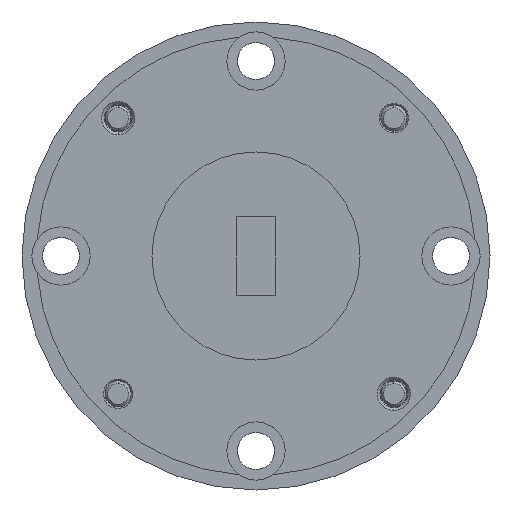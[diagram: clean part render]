
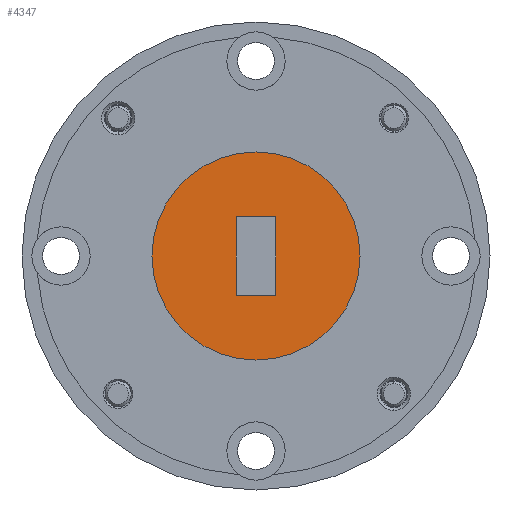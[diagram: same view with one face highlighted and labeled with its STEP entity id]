
A CAD part, left-side view. The second image highlights one B-rep face of the part: STEP entity #4347.
In plain terms, the highlighted planar face has unit normal (-1, 0, 0).
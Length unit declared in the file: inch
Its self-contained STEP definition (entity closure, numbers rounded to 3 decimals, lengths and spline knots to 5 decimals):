
#186 = ORIENTED_EDGE ( 'NONE', *, *, #1066, .T. ) ;
#309 = DIRECTION ( 'NONE',  ( 0., -1., 0. ) ) ;
#366 = AXIS2_PLACEMENT_3D ( 'NONE', #2998, #1594, #3351 ) ;
#627 = VERTEX_POINT ( 'NONE', #1782 ) ;
#643 = EDGE_CURVE ( 'NONE', #4370, #1158, #2758, .T. ) ;
#664 = CARTESIAN_POINT ( 'NONE',  ( 0., -0.047, 0.094 ) ) ;
#756 = DIRECTION ( 'NONE',  ( -1., 0., 0. ) ) ;
#835 = CIRCLE ( 'NONE', #2672, 0.25 ) ;
#856 = VERTEX_POINT ( 'NONE', #4417 ) ;
#992 = ORIENTED_EDGE ( 'NONE', *, *, #3625, .T. ) ;
#1037 = EDGE_LOOP ( 'NONE', ( #3634, #3111, #3126, #992 ) ) ;
#1066 = EDGE_CURVE ( 'NONE', #856, #4094, #3762, .T. ) ;
#1101 = VECTOR ( 'NONE', #3142, 39.37008 ) ;
#1121 = VECTOR ( 'NONE', #3847, 39.37008 ) ;
#1158 = VERTEX_POINT ( 'NONE', #3282 ) ;
#1187 = CARTESIAN_POINT ( 'NONE',  ( 0., 0.047, -0.094 ) ) ;
#1247 = FACE_BOUND ( 'NONE', #1037, .T. ) ;
#1279 = VECTOR ( 'NONE', #309, 39.37008 ) ;
#1525 = LINE ( 'NONE', #1187, #1705 ) ;
#1594 = DIRECTION ( 'NONE',  ( -1., 0., 0. ) ) ;
#1700 = CARTESIAN_POINT ( 'NONE',  ( 0., 0.047, -0.094 ) ) ;
#1705 = VECTOR ( 'NONE', #4009, 39.37008 ) ;
#1782 = CARTESIAN_POINT ( 'NONE',  ( 0., 0.047, 0.094 ) ) ;
#1938 = DIRECTION ( 'NONE',  ( -1., 0., 0. ) ) ;
#2058 = CARTESIAN_POINT ( 'NONE',  ( 0., -0.047, -0.094 ) ) ;
#2263 = EDGE_CURVE ( 'NONE', #1158, #3319, #4265, .T. ) ;
#2314 = AXIS2_PLACEMENT_3D ( 'NONE', #3700, #1938, #3356 ) ;
#2335 = LINE ( 'NONE', #3778, #1279 ) ;
#2672 = AXIS2_PLACEMENT_3D ( 'NONE', #3559, #756, #3147 ) ;
#2758 = LINE ( 'NONE', #2058, #1101 ) ;
#2885 = EDGE_LOOP ( 'NONE', ( #3087, #186 ) ) ;
#2889 = EDGE_CURVE ( 'NONE', #4094, #856, #835, .T. ) ;
#2998 = CARTESIAN_POINT ( 'NONE',  ( 0., 0., 0. ) ) ;
#3002 = PLANE ( 'NONE',  #2314 ) ;
#3087 = ORIENTED_EDGE ( 'NONE', *, *, #2889, .T. ) ;
#3111 = ORIENTED_EDGE ( 'NONE', *, *, #643, .T. ) ;
#3126 = ORIENTED_EDGE ( 'NONE', *, *, #2263, .T. ) ;
#3142 = DIRECTION ( 'NONE',  ( 0., 0., -1. ) ) ;
#3147 = DIRECTION ( 'NONE',  ( 0., -1., 0. ) ) ;
#3282 = CARTESIAN_POINT ( 'NONE',  ( 0., -0.047, -0.094 ) ) ;
#3312 = EDGE_CURVE ( 'NONE', #627, #4370, #2335, .T. ) ;
#3319 = VERTEX_POINT ( 'NONE', #1700 ) ;
#3351 = DIRECTION ( 'NONE',  ( 0., -1., 0. ) ) ;
#3356 = DIRECTION ( 'NONE',  ( 0., -1., 0. ) ) ;
#3399 = FACE_OUTER_BOUND ( 'NONE', #2885, .T. ) ;
#3559 = CARTESIAN_POINT ( 'NONE',  ( 0., 0., 0. ) ) ;
#3602 = CARTESIAN_POINT ( 'NONE',  ( 0., -0.047, -0.094 ) ) ;
#3625 = EDGE_CURVE ( 'NONE', #3319, #627, #1525, .T. ) ;
#3634 = ORIENTED_EDGE ( 'NONE', *, *, #3312, .T. ) ;
#3700 = CARTESIAN_POINT ( 'NONE',  ( 0., 0., 0. ) ) ;
#3762 = CIRCLE ( 'NONE', #366, 0.25 ) ;
#3778 = CARTESIAN_POINT ( 'NONE',  ( 0., -0.047, 0.094 ) ) ;
#3847 = DIRECTION ( 'NONE',  ( 0., 1., 0. ) ) ;
#4009 = DIRECTION ( 'NONE',  ( 0., 0., 1. ) ) ;
#4094 = VERTEX_POINT ( 'NONE', #4181 ) ;
#4181 = CARTESIAN_POINT ( 'NONE',  ( 0., -0.25, 0. ) ) ;
#4265 = LINE ( 'NONE', #3602, #1121 ) ;
#4347 = ADVANCED_FACE ( 'NONE', ( #1247, #3399 ), #3002, .T. ) ;
#4370 = VERTEX_POINT ( 'NONE', #664 ) ;
#4417 = CARTESIAN_POINT ( 'NONE',  ( 0., 0.25, 0. ) ) ;
